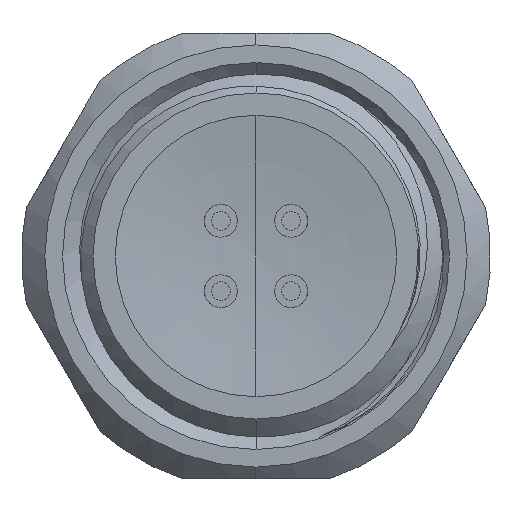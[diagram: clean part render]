
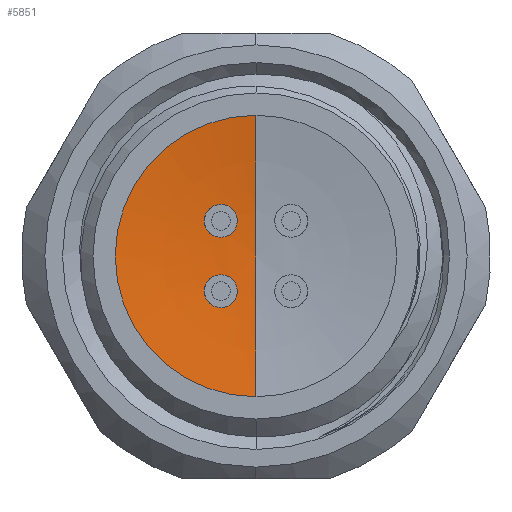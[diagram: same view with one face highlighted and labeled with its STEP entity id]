
A CAD part, left-side view. The second image highlights one B-rep face of the part: STEP entity #5851.
In plain terms, the highlighted toroidal (fillet/blend) face has major radius 1.145 mm and minor radius 50 mm.
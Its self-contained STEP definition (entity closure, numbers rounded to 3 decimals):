
#99 = B_SPLINE_CURVE_WITH_KNOTS ( 'NONE', 3,
 ( #4702, #880, #5892, #2622, #6417, #3202, #6996, #3717, #457, #4277, #995, #4793, #1539, #5347 ),
 .UNSPECIFIED., .F., .F.,
 ( 4, 2, 2, 2, 2, 2, 4 ),
 ( 0.002, 0.002, 0.003, 0.003, 0.004, 0.004, 0.004 ),
 .UNSPECIFIED. ) ;
#125 = CARTESIAN_POINT ( 'NONE',  ( 0.377, 1.317, -2.182 ) ) ;
#131 = ORIENTED_EDGE ( 'NONE', *, *, #4619, .T. ) ;
#226 = B_SPLINE_CURVE_WITH_KNOTS ( 'NONE', 3,
 ( #1308, #1289, #3525, #249, #4065, #794, #4609, #1337, #5130, #1878, #5700, #2428, #6242, #3014 ),
 .UNSPECIFIED., .F., .F.,
 ( 4, 2, 2, 2, 2, 2, 4 ),
 ( 0., 0., 0.001, 0.001, 0.001, 0.002, 0.002 ),
 .UNSPECIFIED. ) ;
#249 = CARTESIAN_POINT ( 'NONE',  ( 0.387, 1.147, 2.112 ) ) ;
#393 = EDGE_LOOP ( 'NONE', ( #3254, #131, #4352 ) ) ;
#403 = CARTESIAN_POINT ( 'NONE',  ( 0.356, 2.061, -1.929 ) ) ;
#427 = CARTESIAN_POINT ( 'NONE',  ( 0.422, 1.683, -0.818 ) ) ;
#457 = CARTESIAN_POINT ( 'NONE',  ( 0.361, 2.182, 1.682 ) ) ;
#514 = ORIENTED_EDGE ( 'NONE', *, *, #3675, .T. ) ;
#563 = CARTESIAN_POINT ( 'NONE',  ( 0.387, 2.124, -1.134 ) ) ;
#668 = CARTESIAN_POINT ( 'NONE',  ( 0.393, 1.07, -2.06 ) ) ;
#794 = CARTESIAN_POINT ( 'NONE',  ( 0.411, 0.876, 1.866 ) ) ;
#799 = CIRCLE ( 'NONE', #5471, 50. ) ;
#834 = AXIS2_PLACEMENT_3D ( 'NONE', #5470, #2216, #6034 ) ;
#880 = CARTESIAN_POINT ( 'NONE',  ( 0.427, 1.592, 0.8 ) ) ;
#995 = CARTESIAN_POINT ( 'NONE',  ( 0.356, 2.061, 1.929 ) ) ;
#1042 = CARTESIAN_POINT ( 'NONE',  ( -49.487, 0., -1.145 ) ) ;
#1046 = AXIS2_PLACEMENT_3D ( 'NONE', #2372, #5081, #6746 ) ;
#1173 = CARTESIAN_POINT ( 'NONE',  ( 0.361, 2.182, -1.682 ) ) ;
#1209 = CARTESIAN_POINT ( 'NONE',  ( 0.423, 0.8, -1.684 ) ) ;
#1232 = CARTESIAN_POINT ( 'NONE',  ( 0.432, 1.5, -0.8 ) ) ;
#1289 = CARTESIAN_POINT ( 'NONE',  ( 0.372, 1.408, 2.2 ) ) ;
#1308 = CARTESIAN_POINT ( 'NONE',  ( 0.368, 1.5, 2.2 ) ) ;
#1337 = CARTESIAN_POINT ( 'NONE',  ( 0.437, 0.8, 1.41 ) ) ;
#1348 = VERTEX_POINT ( 'NONE', #1460 ) ;
#1441 = ORIENTED_EDGE ( 'NONE', *, *, #1622, .F. ) ;
#1460 = CARTESIAN_POINT ( 'NONE',  ( 0.368, 1.5, 2.2 ) ) ;
#1532 = CARTESIAN_POINT ( 'NONE',  ( 0., 0., 6. ) ) ;
#1539 = CARTESIAN_POINT ( 'NONE',  ( 0.36, 1.685, 2.2 ) ) ;
#1582 = CARTESIAN_POINT ( 'NONE',  ( 0.432, 1.5, 0.8 ) ) ;
#1586 = DIRECTION ( 'NONE',  ( 0., 0., -1. ) ) ;
#1622 = EDGE_CURVE ( 'NONE', #4896, #2711, #3986, .T. ) ;
#1645 = CARTESIAN_POINT ( 'NONE',  ( 0.356, 1.865, -2.125 ) ) ;
#1761 = CARTESIAN_POINT ( 'NONE',  ( 0.441, 0.818, -1.318 ) ) ;
#1854 = CARTESIAN_POINT ( 'NONE',  ( 0.5, 0., 0. ) ) ;
#1878 = CARTESIAN_POINT ( 'NONE',  ( 0.446, 0.888, 1.148 ) ) ;
#1922 = CARTESIAN_POINT ( 'NONE',  ( 0., 0., -6. ) ) ;
#1956 = EDGE_LOOP ( 'NONE', ( #4532, #514 ) ) ;
#2216 = DIRECTION ( 'NONE',  ( 1., 0., 0. ) ) ;
#2276 = CARTESIAN_POINT ( 'NONE',  ( 0.372, 1.408, -2.2 ) ) ;
#2301 = CARTESIAN_POINT ( 'NONE',  ( 0.447, 0.939, -1.071 ) ) ;
#2372 = CARTESIAN_POINT ( 'NONE',  ( -49.487, 0., 0. ) ) ;
#2428 = CARTESIAN_POINT ( 'NONE',  ( 0.447, 1.135, 0.875 ) ) ;
#2601 = CIRCLE ( 'NONE', #4901, 50. ) ;
#2622 = CARTESIAN_POINT ( 'NONE',  ( 0.411, 1.853, 0.888 ) ) ;
#2711 = VERTEX_POINT ( 'NONE', #4335 ) ;
#2877 = CARTESIAN_POINT ( 'NONE',  ( 0.441, 1.315, -0.8 ) ) ;
#2906 = CARTESIAN_POINT ( 'NONE',  ( 0.36, 1.685, -2.2 ) ) ;
#3005 = B_SPLINE_CURVE_WITH_KNOTS ( 'NONE', 3,
 ( #6095, #2276, #125, #3936, #668, #4488, #1209, #5011, #1761, #5572, #2301, #6119, #2877, #6665 ),
 .UNSPECIFIED., .F., .F.,
 ( 4, 2, 2, 2, 2, 2, 4 ),
 ( 0., 0., 0.001, 0.001, 0.001, 0.002, 0.002 ),
 .UNSPECIFIED. ) ;
#3014 = CARTESIAN_POINT ( 'NONE',  ( 0.432, 1.5, 0.8 ) ) ;
#3193 = CARTESIAN_POINT ( 'NONE',  ( 0.427, 1.592, -0.8 ) ) ;
#3197 = DIRECTION ( 'NONE',  ( 0., 1., 0. ) ) ;
#3202 = CARTESIAN_POINT ( 'NONE',  ( 0.387, 2.124, 1.134 ) ) ;
#3254 = ORIENTED_EDGE ( 'NONE', *, *, #5191, .F. ) ;
#3525 = CARTESIAN_POINT ( 'NONE',  ( 0.377, 1.317, 2.182 ) ) ;
#3675 = EDGE_CURVE ( 'NONE', #6747, #1348, #99, .T. ) ;
#3717 = CARTESIAN_POINT ( 'NONE',  ( 0.364, 2.2, 1.59 ) ) ;
#3936 = CARTESIAN_POINT ( 'NONE',  ( 0.387, 1.147, -2.112 ) ) ;
#3986 = B_SPLINE_CURVE_WITH_KNOTS ( 'NONE', 3,
 ( #7053, #3193, #427, #6938, #5511, #563, #7028, #6370, #1173, #4881, #403, #1645, #2906, #5500 ),
 .UNSPECIFIED., .F., .F.,
 ( 4, 2, 2, 2, 2, 2, 4 ),
 ( 0.002, 0.002, 0.003, 0.003, 0.004, 0.004, 0.004 ),
 .UNSPECIFIED. ) ;
#4065 = CARTESIAN_POINT ( 'NONE',  ( 0.393, 1.07, 2.06 ) ) ;
#4081 = VERTEX_POINT ( 'NONE', #1532 ) ;
#4175 = VERTEX_POINT ( 'NONE', #1922 ) ;
#4277 = CARTESIAN_POINT ( 'NONE',  ( 0.357, 2.112, 1.852 ) ) ;
#4335 = CARTESIAN_POINT ( 'NONE',  ( 0.368, 1.5, -2.2 ) ) ;
#4346 = EDGE_LOOP ( 'NONE', ( #6522, #1441 ) ) ;
#4352 = ORIENTED_EDGE ( 'NONE', *, *, #5651, .F. ) ;
#4488 = CARTESIAN_POINT ( 'NONE',  ( 0.411, 0.876, -1.866 ) ) ;
#4532 = ORIENTED_EDGE ( 'NONE', *, *, #5884, .T. ) ;
#4609 = CARTESIAN_POINT ( 'NONE',  ( 0.423, 0.8, 1.684 ) ) ;
#4619 = EDGE_CURVE ( 'NONE', #5888, #4081, #2601, .T. ) ;
#4683 = TOROIDAL_SURFACE ( 'NONE', #1046, -1.145, 50. ) ;
#4702 = CARTESIAN_POINT ( 'NONE',  ( 0.432, 1.5, 0.8 ) ) ;
#4793 = CARTESIAN_POINT ( 'NONE',  ( 0.356, 1.865, 2.125 ) ) ;
#4847 = DIRECTION ( 'NONE',  ( 0., -1., 0. ) ) ;
#4881 = CARTESIAN_POINT ( 'NONE',  ( 0.357, 2.112, -1.852 ) ) ;
#4896 = VERTEX_POINT ( 'NONE', #1232 ) ;
#4901 = AXIS2_PLACEMENT_3D ( 'NONE', #1042, #4847, #1586 ) ;
#5011 = CARTESIAN_POINT ( 'NONE',  ( 0.437, 0.8, -1.41 ) ) ;
#5081 = DIRECTION ( 'NONE',  ( -1., 0., 0. ) ) ;
#5130 = CARTESIAN_POINT ( 'NONE',  ( 0.441, 0.818, 1.318 ) ) ;
#5178 = FACE_OUTER_BOUND ( 'NONE', #393, .T. ) ;
#5191 = EDGE_CURVE ( 'NONE', #5888, #4175, #799, .T. ) ;
#5347 = CARTESIAN_POINT ( 'NONE',  ( 0.368, 1.5, 2.2 ) ) ;
#5470 = CARTESIAN_POINT ( 'NONE',  ( 0., 0., 0. ) ) ;
#5471 = AXIS2_PLACEMENT_3D ( 'NONE', #6413, #3197, #6990 ) ;
#5500 = CARTESIAN_POINT ( 'NONE',  ( 0.368, 1.5, -2.2 ) ) ;
#5511 = CARTESIAN_POINT ( 'NONE',  ( 0.405, 1.93, -0.94 ) ) ;
#5572 = CARTESIAN_POINT ( 'NONE',  ( 0.446, 0.888, -1.148 ) ) ;
#5651 = EDGE_CURVE ( 'NONE', #4175, #4081, #6668, .T. ) ;
#5700 = CARTESIAN_POINT ( 'NONE',  ( 0.447, 0.939, 1.071 ) ) ;
#5797 = EDGE_CURVE ( 'NONE', #2711, #4896, #3005, .T. ) ;
#5851 = ADVANCED_FACE ( 'NONE', ( #5178, #6213, #6825 ), #4683, .F. ) ;
#5884 = EDGE_CURVE ( 'NONE', #1348, #6747, #226, .T. ) ;
#5888 = VERTEX_POINT ( 'NONE', #1854 ) ;
#5892 = CARTESIAN_POINT ( 'NONE',  ( 0.422, 1.683, 0.818 ) ) ;
#6034 = DIRECTION ( 'NONE',  ( 0., 0., 1. ) ) ;
#6095 = CARTESIAN_POINT ( 'NONE',  ( 0.368, 1.5, -2.2 ) ) ;
#6119 = CARTESIAN_POINT ( 'NONE',  ( 0.447, 1.135, -0.875 ) ) ;
#6213 = FACE_BOUND ( 'NONE', #1956, .T. ) ;
#6242 = CARTESIAN_POINT ( 'NONE',  ( 0.441, 1.315, 0.8 ) ) ;
#6370 = CARTESIAN_POINT ( 'NONE',  ( 0.364, 2.2, -1.59 ) ) ;
#6413 = CARTESIAN_POINT ( 'NONE',  ( -49.487, 0., 1.145 ) ) ;
#6417 = CARTESIAN_POINT ( 'NONE',  ( 0.405, 1.93, 0.94 ) ) ;
#6522 = ORIENTED_EDGE ( 'NONE', *, *, #5797, .F. ) ;
#6665 = CARTESIAN_POINT ( 'NONE',  ( 0.432, 1.5, -0.8 ) ) ;
#6668 = CIRCLE ( 'NONE', #834, 6. ) ;
#6746 = DIRECTION ( 'NONE',  ( 0., 0., 1. ) ) ;
#6747 = VERTEX_POINT ( 'NONE', #1582 ) ;
#6825 = FACE_BOUND ( 'NONE', #4346, .T. ) ;
#6938 = CARTESIAN_POINT ( 'NONE',  ( 0.411, 1.853, -0.888 ) ) ;
#6990 = DIRECTION ( 'NONE',  ( 0., 0., 1. ) ) ;
#6996 = CARTESIAN_POINT ( 'NONE',  ( 0.376, 2.2, 1.316 ) ) ;
#7028 = CARTESIAN_POINT ( 'NONE',  ( 0.376, 2.2, -1.316 ) ) ;
#7053 = CARTESIAN_POINT ( 'NONE',  ( 0.432, 1.5, -0.8 ) ) ;
